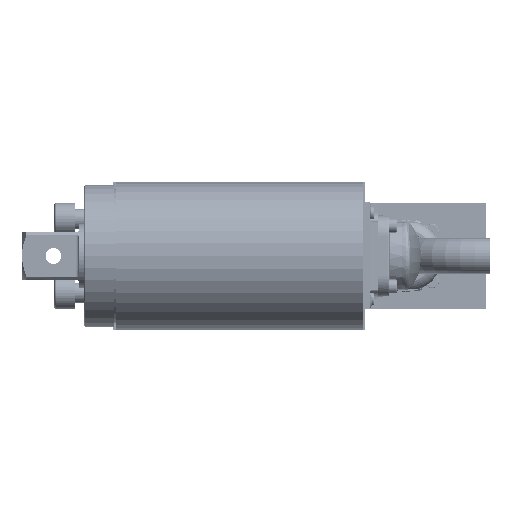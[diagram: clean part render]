
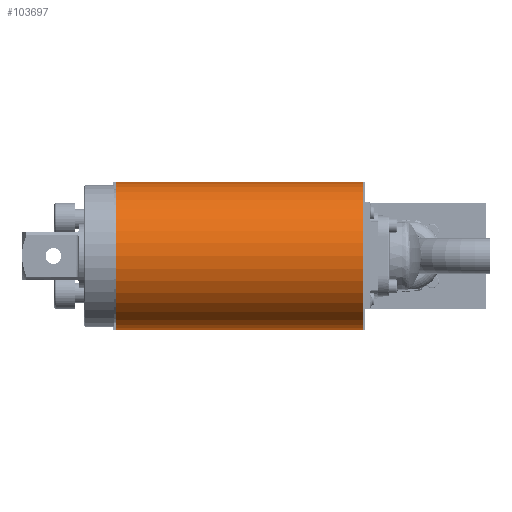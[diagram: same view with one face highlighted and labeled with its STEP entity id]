
A CAD part, left-side view. The second image highlights one B-rep face of the part: STEP entity #103697.
In plain terms, the highlighted cylindrical face has radius 29 mm (diameter 58 mm), a partial arc.
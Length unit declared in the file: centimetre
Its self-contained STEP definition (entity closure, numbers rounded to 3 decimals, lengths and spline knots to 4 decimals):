
#13939=LINE('',#226197,#21643);
#13952=LINE('',#226240,#21656);
#21643=VECTOR('',#139250,9.7);
#21656=VECTOR('',#139287,9.7);
#23352=CYLINDRICAL_SURFACE('',#113232,2.9);
#28303=FACE_OUTER_BOUND('',#34119,.T.);
#34119=EDGE_LOOP('',(#91746,#91747,#91748,#91749));
#39078=CIRCLE('',#113221,2.9);
#39083=CIRCLE('',#113230,2.9);
#48858=VERTEX_POINT('',#226189);
#48861=VERTEX_POINT('',#226195);
#48870=VERTEX_POINT('',#226215);
#48879=VERTEX_POINT('',#226239);
#63370=EDGE_CURVE('',#48861,#48858,#13939,.T.);
#63379=EDGE_CURVE('',#48858,#48870,#39078,.T.);
#63391=EDGE_CURVE('',#48879,#48870,#13952,.T.);
#63395=EDGE_CURVE('',#48879,#48861,#39083,.T.);
#91746=ORIENTED_EDGE('',*,*,#63379,.F.);
#91747=ORIENTED_EDGE('',*,*,#63370,.F.);
#91748=ORIENTED_EDGE('',*,*,#63395,.F.);
#91749=ORIENTED_EDGE('',*,*,#63391,.T.);
#103697=ADVANCED_FACE('',(#28303),#23352,.T.);
#113221=AXIS2_PLACEMENT_3D('',#226216,#139266,#139267);
#113230=AXIS2_PLACEMENT_3D('',#226247,#139295,#139296);
#113232=AXIS2_PLACEMENT_3D('',#226250,#139299,#139300);
#139250=DIRECTION('',(0.,-1.,0.));
#139266=DIRECTION('center_axis',(0.,-1.,0.));
#139267=DIRECTION('ref_axis',(0.,0.,
1.));
#139287=DIRECTION('',(0.,-1.,0.));
#139295=DIRECTION('center_axis',(0.,1.,0.));
#139296=DIRECTION('ref_axis',(0.,0.,
-1.));
#139299=DIRECTION('center_axis',(0.,-1.,0.));
#139300=DIRECTION('ref_axis',(-1.,0.,0.));
#226189=CARTESIAN_POINT('',(-19.74,-2.9,2.9));
#226195=CARTESIAN_POINT('',(-19.74,6.8,2.9));
#226197=CARTESIAN_POINT('',(-19.74,6.8,2.9));
#226215=CARTESIAN_POINT('',(-19.74,-2.9,-2.9));
#226216=CARTESIAN_POINT('Origin',(-19.74,-2.9,0.));
#226239=CARTESIAN_POINT('',(-19.74,6.8,-2.9));
#226240=CARTESIAN_POINT('',(-19.74,6.8,-2.9));
#226247=CARTESIAN_POINT('Origin',(-19.74,6.8,0.));
#226250=CARTESIAN_POINT('Origin',(-19.74,6.95,0.));
